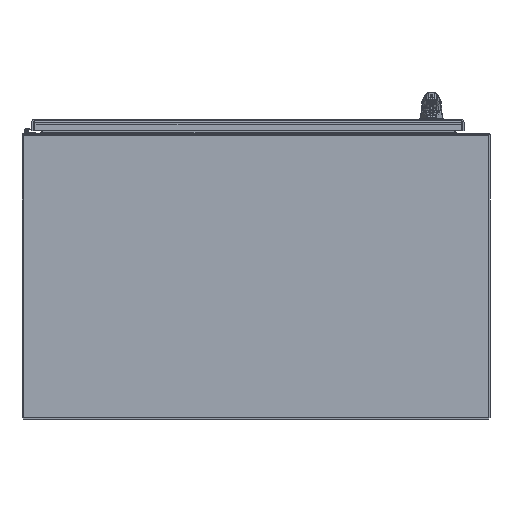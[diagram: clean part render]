
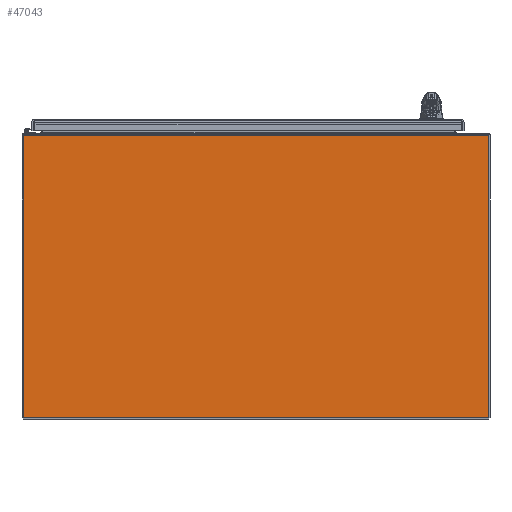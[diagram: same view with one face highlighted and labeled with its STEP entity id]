
A CAD part, front view. The second image highlights one B-rep face of the part: STEP entity #47043.
In plain terms, the highlighted face is planar.
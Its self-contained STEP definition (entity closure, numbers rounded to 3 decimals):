
#6469=FACE_OUTER_BOUND($,#9429,.T.);
#9429=EDGE_LOOP($,(#32406,#32407,#32408,#32409));
#13110=LINE($,#70944,#16872);
#13115=LINE($,#70959,#16877);
#13117=LINE($,#70964,#16879);
#13119=LINE($,#70968,#16881);
#16872=VECTOR($,#56179,23.781);
#16877=VECTOR($,#56192,23.781);
#16879=VECTOR($,#56200,39.25);
#16881=VECTOR($,#56206,39.25);
#20576=VERTEX_POINT($,#70941);
#20577=VERTEX_POINT($,#70943);
#20582=VERTEX_POINT($,#70956);
#20583=VERTEX_POINT($,#70958);
#25090=EDGE_CURVE($,#20576,#20577,#13110,.T.);
#25097=EDGE_CURVE($,#20582,#20583,#13115,.T.);
#25100=EDGE_CURVE($,#20576,#20583,#13117,.T.);
#25102=EDGE_CURVE($,#20577,#20582,#13119,.T.);
#32406=ORIENTED_EDGE($,*,*,#25100,.T.);
#32407=ORIENTED_EDGE($,*,*,#25097,.F.);
#32408=ORIENTED_EDGE($,*,*,#25102,.F.);
#32409=ORIENTED_EDGE($,*,*,#25090,.F.);
#45717=PLANE($,#50221);
#47043=ADVANCED_FACE($,(#6469),#45717,.F.);
#50221=AXIS2_PLACEMENT_3D($,#70969,#56207,#56208);
#56179=DIRECTION($,(0.,-1.,0.));
#56192=DIRECTION($,(0.,1.,0.));
#56200=DIRECTION($,(1.,0.,0.));
#56206=DIRECTION($,(1.,0.,0.));
#56207=DIRECTION('center_axis',(0.,0.,1.));
#56208=DIRECTION('ref_axis',(1.,0.,0.));
#70941=CARTESIAN_POINT('',(0.,23.781,0.));
#70943=CARTESIAN_POINT('',(0.,0.,0.));
#70944=CARTESIAN_POINT($,(0.,23.875,0.));
#70956=CARTESIAN_POINT('',(39.25,0.,0.));
#70958=CARTESIAN_POINT('',(39.25,23.781,0.));
#70959=CARTESIAN_POINT($,(39.25,0.,0.));
#70964=CARTESIAN_POINT($,(9.813,23.781,0.));
#70968=CARTESIAN_POINT($,(0.,0.,0.));
#70969=CARTESIAN_POINT('Origin',(19.625,11.938,0.));
